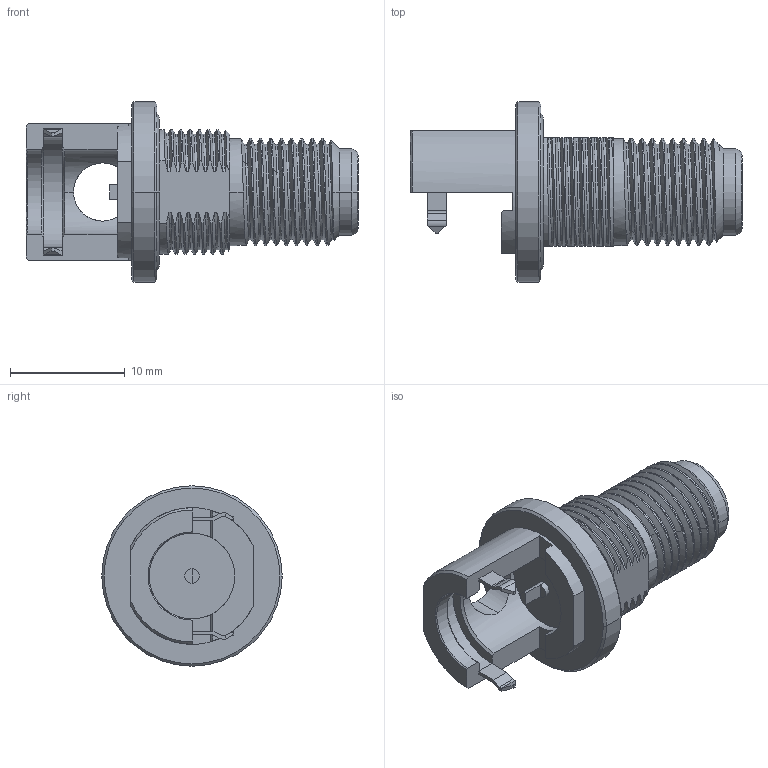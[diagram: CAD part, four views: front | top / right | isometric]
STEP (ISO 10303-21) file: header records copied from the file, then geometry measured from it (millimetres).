
FILE_DESCRIPTION((''),'2;1');
FILE_NAME('222202-10','2017-12-22T',('Rajagopal'),(''),'CREO PARAMETRIC BY PTC INC, 2017020','CREO PARAMETRIC BY PTC INC, 2017020','');
FILE_SCHEMA(('CONFIG_CONTROL_DESIGN'));
Length unit declared in the file: inch
Products named in the file (1): 222202-10
Bounding box: 28.99 x 15.75 x 15.75 mm (x, y, z)
Volume: 1833.5 mm3; surface area: 1962 mm2
Topology: 1 solids, 1 shells, 213 faces, 586 edges, 380 vertices
Faces by surface type: cylinder 69, bspline 62, plane 57, cone 23, torus 2
Entity records: 14210 total; most frequent: CARTESIAN_POINT 9253, ORIENTED_EDGE 1168, DIRECTION 797, EDGE_CURVE 584, VERTEX_POINT 380, AXIS2_PLACEMENT_3D 271, VECTOR 255, LINE 255
